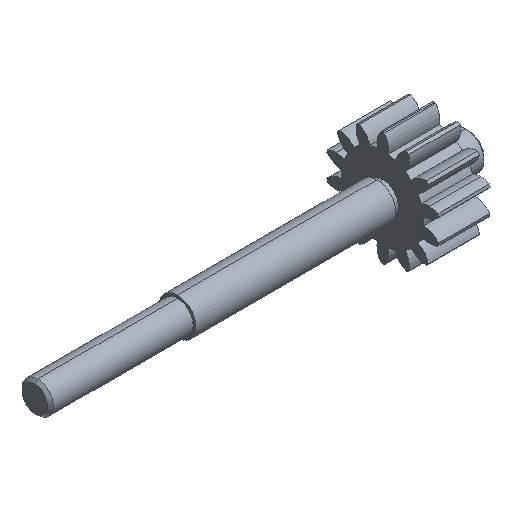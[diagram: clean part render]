
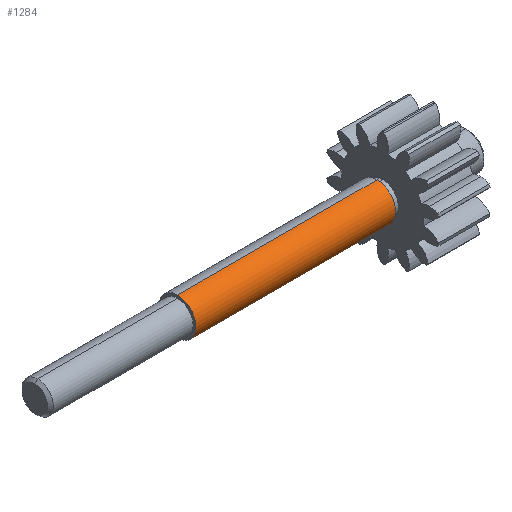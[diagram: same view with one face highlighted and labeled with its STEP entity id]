
A CAD part, isometric view. The second image highlights one B-rep face of the part: STEP entity #1284.
In plain terms, the highlighted cylindrical face has radius 6.5 mm (diameter 13 mm), a partial arc.
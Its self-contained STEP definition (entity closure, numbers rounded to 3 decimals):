
#260 = VECTOR ( 'NONE', #1680, 1000. ) ;
#396 = VERTEX_POINT ( 'NONE', #476 ) ;
#399 = VECTOR ( 'NONE', #677, 1000. ) ;
#435 = CIRCLE ( 'NONE', #2576, 6.5 ) ;
#476 = CARTESIAN_POINT ( 'NONE',  ( -72., 0., 6.5 ) ) ;
#611 = EDGE_CURVE ( 'NONE', #1356, #2532, #2470, .T. ) ;
#655 = VERTEX_POINT ( 'NONE', #2458 ) ;
#677 = DIRECTION ( 'NONE',  ( 1., 0., 0. ) ) ;
#738 = EDGE_CURVE ( 'NONE', #396, #655, #2763, .T. ) ;
#885 = CARTESIAN_POINT ( 'NONE',  ( -72., 0., -6.5 ) ) ;
#903 = FACE_OUTER_BOUND ( 'NONE', #2014, .T. ) ;
#1023 = DIRECTION ( 'NONE',  ( -1., 0., 0. ) ) ;
#1114 = DIRECTION ( 'NONE',  ( 0., 0., 1. ) ) ;
#1218 = CARTESIAN_POINT ( 'NONE',  ( -72., 0., 0. ) ) ;
#1227 = AXIS2_PLACEMENT_3D ( 'NONE', #2728, #1569, #1343 ) ;
#1261 = ORIENTED_EDGE ( 'NONE', *, *, #611, .T. ) ;
#1284 = ADVANCED_FACE ( 'NONE', ( #903 ), #2921, .T. ) ;
#1343 = DIRECTION ( 'NONE',  ( 0., 0., -1. ) ) ;
#1356 = VERTEX_POINT ( 'NONE', #2809 ) ;
#1569 = DIRECTION ( 'NONE',  ( 1., 0., 0. ) ) ;
#1680 = DIRECTION ( 'NONE',  ( 1., 0., 0. ) ) ;
#1704 = CIRCLE ( 'NONE', #2371, 6.5 ) ;
#1869 = EDGE_CURVE ( 'NONE', #1356, #396, #1704, .T. ) ;
#1883 = CARTESIAN_POINT ( 'NONE',  ( -72., 0., 6.5 ) ) ;
#1907 = ORIENTED_EDGE ( 'NONE', *, *, #1869, .F. ) ;
#1945 = DIRECTION ( 'NONE',  ( 0., 0., 1. ) ) ;
#2014 = EDGE_LOOP ( 'NONE', ( #2072, #1907, #1261, #2337 ) ) ;
#2063 = CARTESIAN_POINT ( 'NONE',  ( -2., 0., -6.5 ) ) ;
#2072 = ORIENTED_EDGE ( 'NONE', *, *, #738, .F. ) ;
#2337 = ORIENTED_EDGE ( 'NONE', *, *, #2851, .T. ) ;
#2371 = AXIS2_PLACEMENT_3D ( 'NONE', #1218, #1023, #1945 ) ;
#2458 = CARTESIAN_POINT ( 'NONE',  ( -2., 0., 6.5 ) ) ;
#2470 = LINE ( 'NONE', #885, #399 ) ;
#2478 = CARTESIAN_POINT ( 'NONE',  ( -2., 0., 0. ) ) ;
#2532 = VERTEX_POINT ( 'NONE', #2063 ) ;
#2576 = AXIS2_PLACEMENT_3D ( 'NONE', #2478, #2924, #1114 ) ;
#2728 = CARTESIAN_POINT ( 'NONE',  ( -72., 0., 0. ) ) ;
#2763 = LINE ( 'NONE', #1883, #260 ) ;
#2809 = CARTESIAN_POINT ( 'NONE',  ( -72., 0., -6.5 ) ) ;
#2851 = EDGE_CURVE ( 'NONE', #2532, #655, #435, .T. ) ;
#2921 = CYLINDRICAL_SURFACE ( 'NONE', #1227, 6.5 ) ;
#2924 = DIRECTION ( 'NONE',  ( -1., 0., 0. ) ) ;
